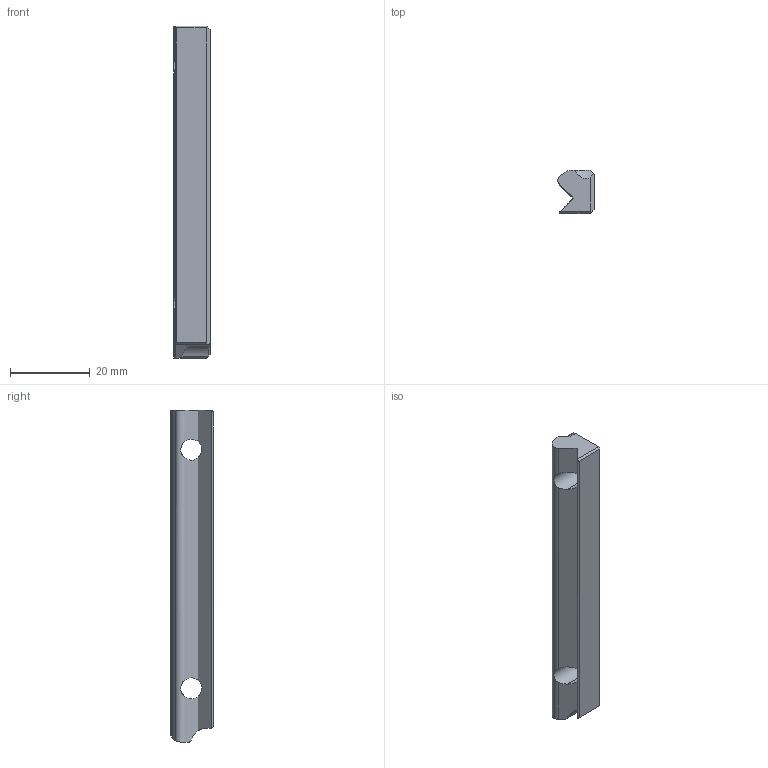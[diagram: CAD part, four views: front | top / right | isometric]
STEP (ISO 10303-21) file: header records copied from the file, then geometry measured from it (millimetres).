
FILE_DESCRIPTION (( 'STEP AP203' ), '1' );
FILE_NAME ('嚧矐蹞.STEP', '2021-11-29T13:04:24', ( '' ), ( '' ), 'SwSTEP 2.0', 'SolidWorks 2017', '' );
FILE_SCHEMA (( 'CONFIG_CONTROL_DESIGN' ));
Length unit declared in the file: millimetre
Products named in the file (1): 嚧矐蹞
Bounding box: 9.07 x 10.79 x 83.46 mm (x, y, z)
Volume: 6210 mm3; surface area: 3504.4 mm2
Topology: 1 solids, 1 shells, 35 faces, 97 edges, 62 vertices
Faces by surface type: plane 18, cylinder 10, cone 6, bspline 1
Entity records: 1578 total; most frequent: CARTESIAN_POINT 661, ORIENTED_EDGE 194, DIRECTION 156, EDGE_CURVE 97, VERTEX_POINT 62, LINE 52, AXIS2_PLACEMENT_3D 52, VECTOR 52
